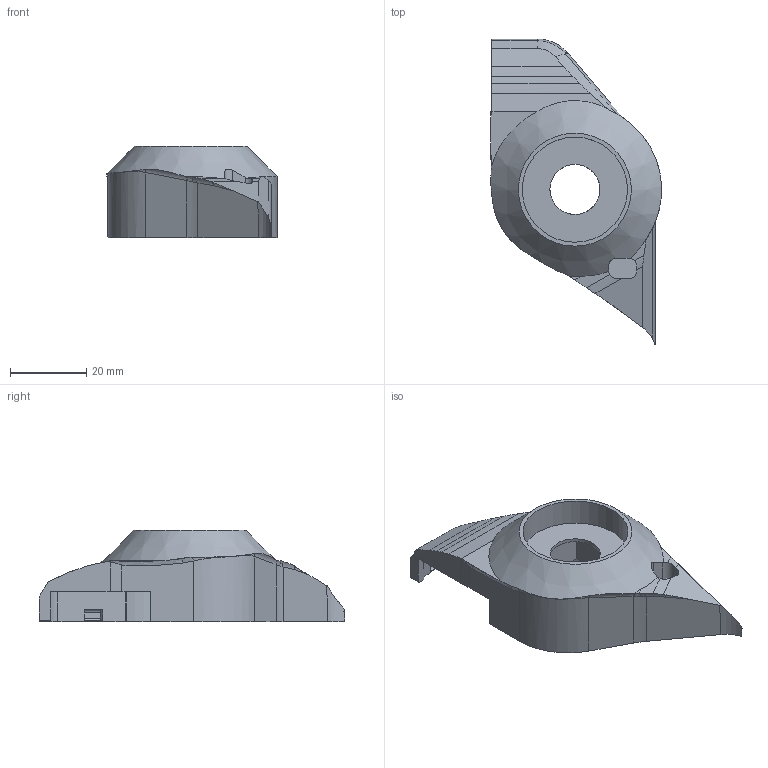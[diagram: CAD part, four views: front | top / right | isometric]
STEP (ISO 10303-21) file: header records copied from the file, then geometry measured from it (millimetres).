
FILE_DESCRIPTION(('HOOPS Exchange Step'),'2;1');
FILE_NAME('hpd-V2-Enc-body.stp','2025-02-21T17:29:47+03:00',('111'),('Unknown organisation'),'HOOPS Exchange 2024.2','HOOPS Exchange','Unknown authorisation');
FILE_SCHEMA( ('AP203_CONFIGURATION_CONTROLLED_3D_DESIGN_OF_MECHANICAL_PARTS_AND_ASSEMBLIES_MIM_LF') );
Length unit declared in the file: millimetre
Products named in the file (1): root
Bounding box: 44.71 x 79.98 x 23.86 mm (x, y, z)
Volume: 21837 mm3; surface area: 10252.5 mm2
Topology: 2 solids, 2 shells, 208 faces, 583 edges, 381 vertices
Faces by surface type: plane 132, cylinder 47, cone 16, bspline 13
Full cylindrical faces by diameter (mm): 1.8 x3, 13.085 x1, 27.494 x1
Entity records: 8119 total; most frequent: CARTESIAN_POINT 2828, ORIENTED_EDGE 1164, DIRECTION 1019, EDGE_CURVE 582, VERTEX_POINT 381, VECTOR 367, LINE 367, AXIS2_PLACEMENT_3D 326
